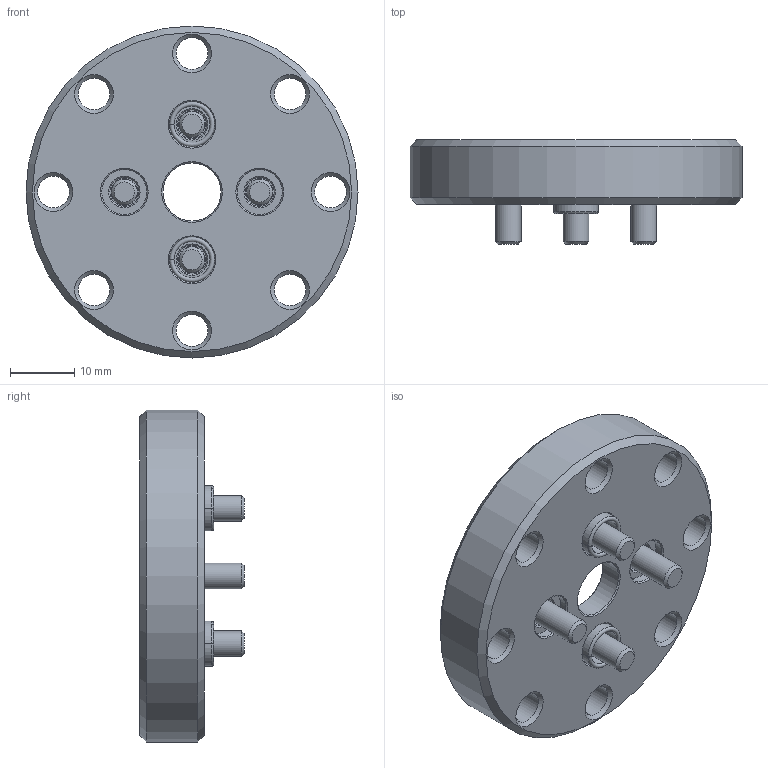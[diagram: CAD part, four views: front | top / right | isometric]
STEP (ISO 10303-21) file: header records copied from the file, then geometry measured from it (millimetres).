
FILE_DESCRIPTION(/* description */ ('STEP AP214'),/* implementation_level */ '2;1');
FILE_NAME(/* name */ '8163622_DARF-Q13-16-1',/* time_stamp */ '2024-08-14T15:17:24+02:00',/* author */ ('License CC BY-ND 4.0'),/* organization */ ('CADENAS'),/* preprocessor_version */ 'ST-DEVELOPER v19.3',/* originating_system */ 'PARTsolutions',/* authorisation */ ' ');
FILE_SCHEMA (('AUTOMOTIVE_DESIGN {1 0 10303 214 3 1 1}'));
Length unit declared in the file: millimetre
Products named in the file (4): 8163622 DARF-Q13-16-1---(400); 8163622 DARF-Q13-16-1---(400p); DIN-912 - M4x10(F); 8146544 ZBH-7-B
Assembly tree (7 placements, depth 2):
  8163622 DARF-Q13-16-1---(400)
    8163622 DARF-Q13-16-1---(400p)
    DIN-912 - M4x10(F)  x4
    8146544 ZBH-7-B  x2
Bounding box: 51.5 x 16.2 x 51.5 mm (x, y, z)
Volume: 15726.9 mm3; surface area: 8620.6 mm2
Topology: 7 solids, 7 shells, 210 faces, 428 edges, 242 vertices
Faces by surface type: cone 84, plane 78, cylinder 44, torus 4
Full cylindrical faces by diameter (mm): 4 x4, 4.5 x4, 4.917 x8, 7 x8, 9 x1, 51.5 x1
Entity records: 3157 total; most frequent: DIRECTION 574, CARTESIAN_POINT 543, ORIENTED_EDGE 400, AXIS2_PLACEMENT_3D 264, FACE_BOUND 211, EDGE_LOOP 210, EDGE_CURVE 200, VERTEX_POINT 151
